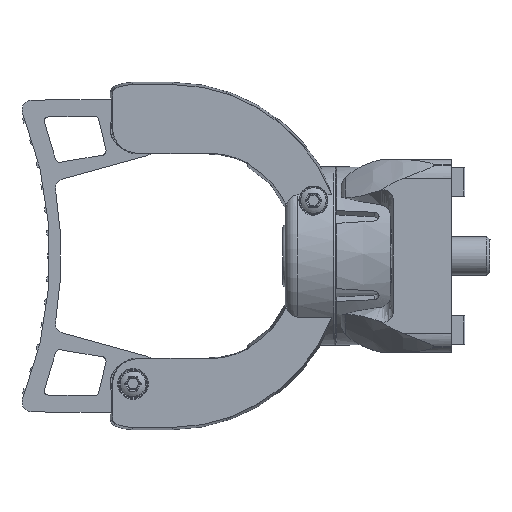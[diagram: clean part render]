
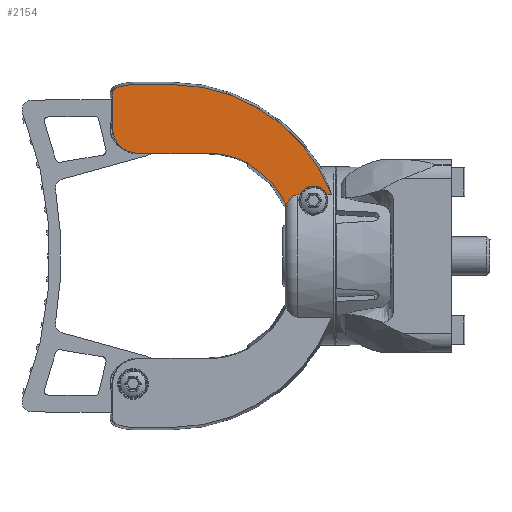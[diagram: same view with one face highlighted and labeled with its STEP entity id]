
A CAD part, front view. The second image highlights one B-rep face of the part: STEP entity #2154.
In plain terms, the highlighted face is planar.
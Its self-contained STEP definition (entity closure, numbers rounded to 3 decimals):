
#2154=ADVANCED_FACE('',(#3270),#3271,.F.);
#3270=FACE_OUTER_BOUND('',#5015,.T.);
#3271=PLANE('',#5016);
#5015=EDGE_LOOP('',(#8462,#8463,#8464,#8465,#8466,#8467,#8468,#8469,#8470,#8471,#8472,#8473,#8474,#8475));
#5016=AXIS2_PLACEMENT_3D('',#8476,#8477,#8478);
#8462=ORIENTED_EDGE('',*,*,#12025,.T.);
#8463=ORIENTED_EDGE('',*,*,#12140,.F.);
#8464=ORIENTED_EDGE('',*,*,#12033,.T.);
#8465=ORIENTED_EDGE('',*,*,#12167,.F.);
#8466=ORIENTED_EDGE('',*,*,#12168,.F.);
#8467=ORIENTED_EDGE('',*,*,#12122,.F.);
#8468=ORIENTED_EDGE('',*,*,#12010,.F.);
#8469=ORIENTED_EDGE('',*,*,#12117,.F.);
#8470=ORIENTED_EDGE('',*,*,#12169,.F.);
#8471=ORIENTED_EDGE('',*,*,#12170,.F.);
#8472=ORIENTED_EDGE('',*,*,#11987,.T.);
#8473=ORIENTED_EDGE('',*,*,#12162,.F.);
#8474=ORIENTED_EDGE('',*,*,#12052,.T.);
#8475=ORIENTED_EDGE('',*,*,#12039,.F.);
#8476=CARTESIAN_POINT('',(-45.469,-33.994,-13.5));
#8477=DIRECTION('',(0.0,0.0,1.0));
#8478=DIRECTION('',(1.0,0.0,0.0));
#11987=EDGE_CURVE('',#14074,#14072,#14075,.T.);
#12010=EDGE_CURVE('',#14116,#14118,#14119,.T.);
#12025=EDGE_CURVE('',#14147,#14144,#14148,.T.);
#12033=EDGE_CURVE('',#14145,#14161,#14163,.T.);
#12039=EDGE_CURVE('',#14147,#14172,#14173,.T.);
#12052=EDGE_CURVE('',#14195,#14172,#14196,.T.);
#12117=EDGE_CURVE('',#14307,#14116,#14309,.T.);
#12122=EDGE_CURVE('',#14118,#14316,#14317,.T.);
#12140=EDGE_CURVE('',#14145,#14144,#14348,.T.);
#12162=EDGE_CURVE('',#14195,#14072,#14378,.T.);
#12167=EDGE_CURVE('',#14384,#14161,#14385,.T.);
#12168=EDGE_CURVE('',#14316,#14384,#14386,.T.);
#12169=EDGE_CURVE('',#14387,#14307,#14388,.T.);
#12170=EDGE_CURVE('',#14074,#14387,#14389,.T.);
#14072=VERTEX_POINT('',#17509);
#14074=VERTEX_POINT('',#17514);
#14075=CIRCLE('',#17515,18.257);
#14116=VERTEX_POINT('',#17571);
#14118=VERTEX_POINT('',#17574);
#14119=CIRCLE('',#17575,0.728);
#14144=VERTEX_POINT('',#17626);
#14145=VERTEX_POINT('',#17627);
#14147=VERTEX_POINT('',#17656);
#14148=LINE('',#17657,#17658);
#14161=VERTEX_POINT('',#17699);
#14163=LINE('',#17723,#17724);
#14172=VERTEX_POINT('',#17756);
#14173=B_SPLINE_CURVE_WITH_KNOTS('',3,(#17757,#17758,#17759,#17760,#17761,#17762,#17763,#17764,#17765,#17766,#17767,#17768,#17769,#17770,#17771,#17772,#17773,#17774,#17775,#17776,#17777,#17778,#17779,#17780),.UNSPECIFIED.,.F.,.F.,(4,1,1,1,1,1,1,1,1,1,1,1,1,1,1,1,1,1,1,1,1,4),(0.0,0.041,0.082,0.123,0.164,0.206,0.248,0.291,0.335,0.379,0.425,0.471,0.518,0.567,0.617,0.668,0.72,0.773,0.828,0.884,0.941,1.0),.UNSPECIFIED.);
#14195=VERTEX_POINT('',#17823);
#14196=CIRCLE('',#17824,17.932);
#14307=VERTEX_POINT('',#17967);
#14309=LINE('',#17970,#17971);
#14316=VERTEX_POINT('',#17982);
#14317=CIRCLE('',#17983,8.649);
#14348=CIRCLE('',#18017,2.997);
#14378=LINE('',#18061,#18062);
#14384=VERTEX_POINT('',#18074);
#14385=CIRCLE('',#18075,35.523);
#14386=LINE('',#18076,#18077);
#14387=VERTEX_POINT('',#18078);
#14388=CIRCLE('',#18079,5.197);
#14389=LINE('',#18080,#18081);
#17509=CARTESIAN_POINT('',(-17.981,-19.194,-13.5));
#17514=CARTESIAN_POINT('',(-26.395,-21.303,-13.5));
#17515=AXIS2_PLACEMENT_3D('',#22438,#22439,#22440);
#17571=CARTESIAN_POINT('',(-46.196,-33.994,-13.5));
#17574=CARTESIAN_POINT('',(-45.787,-34.648,-13.5));
#17575=AXIS2_PLACEMENT_3D('',#22478,#22479,#22480);
#17626=CARTESIAN_POINT('',(-7.368,-12.648,-13.5));
#17627=CARTESIAN_POINT('',(-1.832,-12.648,-13.5));
#17656=CARTESIAN_POINT('',(-7.958,-12.648,-13.5));
#17657=CARTESIAN_POINT('',(0.0,-12.648,-13.5));
#17658=VECTOR('',#22506,1.0);
#17699=CARTESIAN_POINT('',(-0.805,-12.648,-13.5));
#17723=CARTESIAN_POINT('',(0.0,-12.648,-13.5));
#17724=VECTOR('',#22516,1.0);
#17756=CARTESIAN_POINT('',(-10.202,-10.526,-13.5));
#17757=CARTESIAN_POINT('',(-7.958,-12.648,-13.5));
#17758=CARTESIAN_POINT('',(-8.003,-12.647,-13.5));
#17759=CARTESIAN_POINT('',(-8.093,-12.645,-13.5));
#17760=CARTESIAN_POINT('',(-8.228,-12.628,-13.5));
#17761=CARTESIAN_POINT('',(-8.361,-12.602,-13.5));
#17762=CARTESIAN_POINT('',(-8.493,-12.566,-13.499));
#17763=CARTESIAN_POINT('',(-8.623,-12.519,-13.499));
#17764=CARTESIAN_POINT('',(-8.751,-12.462,-13.499));
#17765=CARTESIAN_POINT('',(-8.877,-12.395,-13.499));
#17766=CARTESIAN_POINT('',(-8.999,-12.318,-13.499));
#17767=CARTESIAN_POINT('',(-9.119,-12.232,-13.499));
#17768=CARTESIAN_POINT('',(-9.235,-12.136,-13.499));
#17769=CARTESIAN_POINT('',(-9.347,-12.031,-13.499));
#17770=CARTESIAN_POINT('',(-9.455,-11.917,-13.499));
#17771=CARTESIAN_POINT('',(-9.558,-11.794,-13.499));
#17772=CARTESIAN_POINT('',(-9.657,-11.663,-13.499));
#17773=CARTESIAN_POINT('',(-9.752,-11.523,-13.499));
#17774=CARTESIAN_POINT('',(-9.841,-11.376,-13.5));
#17775=CARTESIAN_POINT('',(-9.925,-11.22,-13.5));
#17776=CARTESIAN_POINT('',(-10.003,-11.057,-13.5));
#17777=CARTESIAN_POINT('',(-10.076,-10.887,-13.5));
#17778=CARTESIAN_POINT('',(-10.143,-10.709,-13.5));
#17779=CARTESIAN_POINT('',(-10.183,-10.588,-13.5));
#17780=CARTESIAN_POINT('',(-10.202,-10.526,-13.5));
#17823=CARTESIAN_POINT('',(-17.737,-18.692,-13.5));
#17824=AXIS2_PLACEMENT_3D('',#22550,#22551,#22552);
#17967=CARTESIAN_POINT('',(-46.196,-26.5,-13.5));
#17970=CARTESIAN_POINT('',(-46.196,-33.994,-13.5));
#17971=VECTOR('',#22682,1.0);
#17982=CARTESIAN_POINT('',(-42.059,-35.522,-13.5));
#17983=AXIS2_PLACEMENT_3D('',#22687,#22688,#22689);
#18017=AXIS2_PLACEMENT_3D('',#22738,#22739,#22740);
#18061=CARTESIAN_POINT('',(-29.05,-41.972,-13.5));
#18062=VECTOR('',#22785,1.0);
#18074=CARTESIAN_POINT('',(-33.733,-35.522,-13.5));
#18075=AXIS2_PLACEMENT_3D('',#22792,#22793,#22794);
#18076=CARTESIAN_POINT('',(-45.469,-35.522,-13.5));
#18077=VECTOR('',#22795,1.0);
#18078=CARTESIAN_POINT('',(-41.,-21.303,-13.5));
#18079=AXIS2_PLACEMENT_3D('',#22796,#22797,#22798);
#18080=CARTESIAN_POINT('',(-45.469,-21.303,-13.5));
#18081=VECTOR('',#22799,1.0);
#22438=CARTESIAN_POINT('',(-26.5,-3.046,-13.5));
#22439=DIRECTION('',(0.0,0.0,1.0));
#22440=DIRECTION('',(1.0,0.0,0.0));
#22478=CARTESIAN_POINT('',(-45.469,-33.994,-13.5));
#22479=DIRECTION('',(0.0,0.0,1.0));
#22480=DIRECTION('',(1.0,0.0,0.0));
#22506=DIRECTION('',(1.0,0.0,0.0));
#22516=DIRECTION('',(1.0,0.0,0.0));
#22550=CARTESIAN_POINT('',(-26.5,-3.046,-13.5));
#22551=DIRECTION('',(0.0,0.0,1.0));
#22552=DIRECTION('',(1.0,0.0,0.0));
#22682=DIRECTION('',(0.0,-1.0,0.0));
#22687=CARTESIAN_POINT('',(-42.0,-26.873,-13.5));
#22688=DIRECTION('',(0.0,0.0,1.0));
#22689=DIRECTION('',(1.0,0.0,0.0));
#22738=CARTESIAN_POINT('',(-4.6,-11.5,-13.5));
#22739=DIRECTION('',(0.0,0.0,-1.0));
#22740=DIRECTION('',(1.0,0.0,0.0));
#22785=DIRECTION('',(-0.437,-0.899,0.0));
#22792=CARTESIAN_POINT('',(-34.0,0.,-13.5));
#22793=DIRECTION('',(0.0,0.0,1.0));
#22794=DIRECTION('',(1.0,0.0,0.0));
#22795=DIRECTION('',(1.0,0.0,0.0));
#22796=CARTESIAN_POINT('',(-41.,-26.5,-13.5));
#22797=DIRECTION('',(0.0,0.0,1.0));
#22798=DIRECTION('',(1.0,0.0,0.0));
#22799=DIRECTION('',(-1.0,0.0,0.0));
